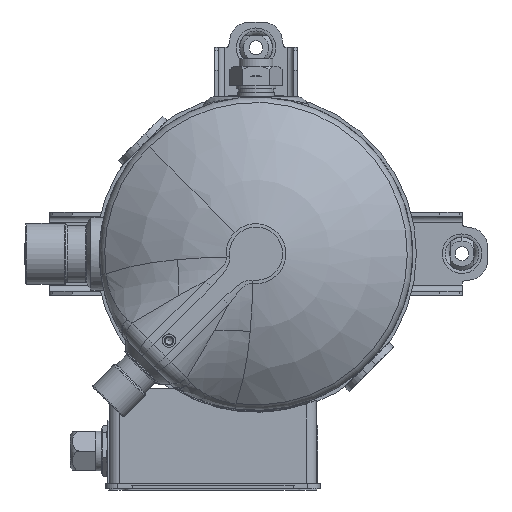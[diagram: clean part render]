
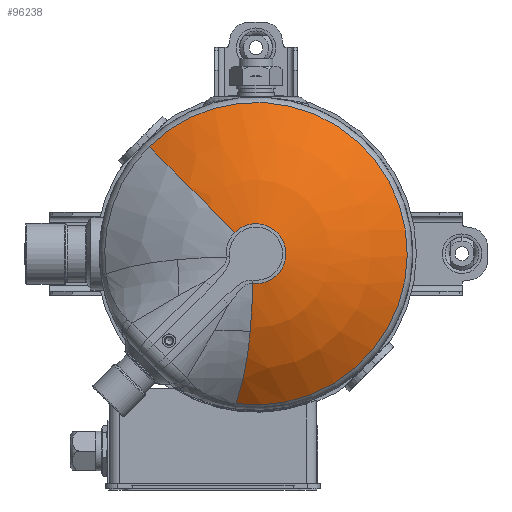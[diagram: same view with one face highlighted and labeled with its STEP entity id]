
A CAD part, front view. The second image highlights one B-rep face of the part: STEP entity #96238.
In plain terms, the highlighted spherical face has radius 179.966 mm.
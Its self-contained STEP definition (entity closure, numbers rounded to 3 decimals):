
#96087=CARTESIAN_POINT('',(-85.21,-43.001,85.21));
#96088=VERTEX_POINT('',#96087);
#96096=CARTESIAN_POINT('',(-15.929,-43.001,-119.447));
#96097=VERTEX_POINT('',#96096);
#96098=CARTESIAN_POINT('',(-0.,-43.001,0.));
#96099=DIRECTION('',(0.,-1.,-0.));
#96100=DIRECTION('',(0.707,0.,0.707));
#96101=AXIS2_PLACEMENT_3D('',#96098,#96099,#96100);
#96102=CIRCLE('',#96101,120.505);
#96103=EDGE_CURVE('',#96097,#96088,#96102,.T.);
#96115=CARTESIAN_POINT('',(-0.,90.664,0.));
#96116=DIRECTION('',(0.,1.,0.));
#96117=DIRECTION('',(-0.707,0.,0.707));
#96118=AXIS2_PLACEMENT_3D('',#96115,#96116,#96117);
#96119=SPHERICAL_SURFACE('',#96118,179.966);
#96120=CARTESIAN_POINT('',(-16.871,-87.713,16.871));
#96121=VERTEX_POINT('',#96120);
#96122=CARTESIAN_POINT('',(-0.,90.664,0.));
#96123=DIRECTION('',(0.707,-0.,0.707));
#96124=DIRECTION('',(-0.707,0.,0.707));
#96125=AXIS2_PLACEMENT_3D('',#96122,#96123,#96124);
#96126=CIRCLE('',#96125,179.966);
#96127=EDGE_CURVE('',#96088,#96121,#96126,.T.);
#96128=ORIENTED_EDGE('',*,*,#96127,.T.);
#96129=CARTESIAN_POINT('',(-2.667,-87.713,-23.71));
#96130=VERTEX_POINT('',#96129);
#96131=CARTESIAN_POINT('',(0.,-87.713,-0.));
#96132=DIRECTION('',(0.,-1.,-0.));
#96133=DIRECTION('',(0.707,0.,0.707));
#96134=AXIS2_PLACEMENT_3D('',#96131,#96132,#96133);
#96135=CIRCLE('',#96134,23.859);
#96136=EDGE_CURVE('',#96130,#96121,#96135,.T.);
#96137=ORIENTED_EDGE('',*,*,#96136,.F.);
#96138=CARTESIAN_POINT('',(-4.622,-78.221,-62.002));
#96139=VERTEX_POINT('',#96138);
#96140=CARTESIAN_POINT('',(-4.622,-78.221,-62.002));
#96141=CARTESIAN_POINT('',(-4.519,-78.629,-60.899));
#96142=CARTESIAN_POINT('',(-4.417,-79.031,-59.776));
#96143=CARTESIAN_POINT('',(-4.318,-79.429,-58.631));
#96144=CARTESIAN_POINT('',(-4.219,-79.826,-57.485));
#96145=CARTESIAN_POINT('',(-4.122,-80.219,-56.315));
#96146=CARTESIAN_POINT('',(-4.029,-80.601,-55.135));
#96147=CARTESIAN_POINT('',(-3.936,-80.983,-53.954));
#96148=CARTESIAN_POINT('',(-3.846,-81.355,-52.764));
#96149=CARTESIAN_POINT('',(-3.761,-81.712,-51.576));
#96150=CARTESIAN_POINT('',(-3.676,-82.069,-50.389));
#96151=CARTESIAN_POINT('',(-3.596,-82.411,-49.205));
#96152=CARTESIAN_POINT('',(-3.521,-82.733,-48.05));
#96153=CARTESIAN_POINT('',(-3.447,-83.055,-46.895));
#96154=CARTESIAN_POINT('',(-3.378,-83.356,-45.768));
#96155=CARTESIAN_POINT('',(-3.317,-83.631,-44.698));
#96156=CARTESIAN_POINT('',(-3.255,-83.907,-43.629));
#96157=CARTESIAN_POINT('',(-3.2,-84.157,-42.617));
#96158=CARTESIAN_POINT('',(-3.152,-84.384,-41.665));
#96159=CARTESIAN_POINT('',(-3.103,-84.612,-40.712));
#96160=CARTESIAN_POINT('',(-3.06,-84.817,-39.819));
#96161=CARTESIAN_POINT('',(-3.022,-85.006,-38.972));
#96162=CARTESIAN_POINT('',(-2.984,-85.194,-38.126));
#96163=CARTESIAN_POINT('',(-2.95,-85.366,-37.326));
#96164=CARTESIAN_POINT('',(-2.92,-85.524,-36.565));
#96165=CARTESIAN_POINT('',(-2.859,-85.841,-35.043));
#96166=CARTESIAN_POINT('',(-2.814,-86.105,-33.676));
#96167=CARTESIAN_POINT('',(-2.778,-86.333,-32.435));
#96168=CARTESIAN_POINT('',(-2.743,-86.561,-31.193));
#96169=CARTESIAN_POINT('',(-2.718,-86.753,-30.079));
#96170=CARTESIAN_POINT('',(-2.7,-86.921,-29.055));
#96171=CARTESIAN_POINT('',(-2.682,-87.088,-28.031));
#96172=CARTESIAN_POINT('',(-2.671,-87.233,-27.096));
#96173=CARTESIAN_POINT('',(-2.666,-87.363,-26.212));
#96174=CARTESIAN_POINT('',(-2.661,-87.493,-25.327));
#96175=CARTESIAN_POINT('',(-2.661,-87.609,-24.494));
#96176=CARTESIAN_POINT('',(-2.667,-87.713,-23.71));
#96177=B_SPLINE_CURVE_WITH_KNOTS('',3,(#96140,#96141,#96142,#96143,#96144,#96145,#96146,#96147,#96148,#96149,#96150,#96151,#96152,#96153,#96154,#96155,#96156,#96157,#96158,#96159,#96160,#96161,#96162,#96163,#96164,#96165,
#96166,#96167,#96168,#96169,#96170,#96171,#96172,#96173,#96174,#96175,#96176),.UNSPECIFIED.,.F.,.F.,(4,3,3,3,3,3,3,3,3,3,3,3,4),(0.,0.063,0.125,0.188,0.25,0.313,0.375,0.438,0.5,0.625,0.75,0.875,1.),.UNSPECIFIED.);
#96178=EDGE_CURVE('',#96139,#96130,#96177,.T.);
#96179=ORIENTED_EDGE('',*,*,#96178,.F.);
#96180=CARTESIAN_POINT('',(-15.929,-43.001,-119.447));
#96181=CARTESIAN_POINT('',(-15.343,-44.508,-117.84));
#96182=CARTESIAN_POINT('',(-14.796,-45.948,-116.236));
#96183=CARTESIAN_POINT('',(-14.281,-47.331,-114.635));
#96184=CARTESIAN_POINT('',(-14.024,-48.022,-113.835));
#96185=CARTESIAN_POINT('',(-13.775,-48.7,-113.035));
#96186=CARTESIAN_POINT('',(-13.534,-49.363,-112.237));
#96187=CARTESIAN_POINT('',(-13.293,-50.026,-111.438));
#96188=CARTESIAN_POINT('',(-13.059,-50.676,-110.641));
#96189=CARTESIAN_POINT('',(-12.834,-51.309,-109.849));
#96190=CARTESIAN_POINT('',(-12.608,-51.942,-109.057));
#96191=CARTESIAN_POINT('',(-12.391,-52.559,-108.271));
#96192=CARTESIAN_POINT('',(-12.181,-53.158,-107.493));
#96193=CARTESIAN_POINT('',(-11.972,-53.757,-106.715));
#96194=CARTESIAN_POINT('',(-11.771,-54.338,-105.946));
#96195=CARTESIAN_POINT('',(-11.578,-54.902,-105.187));
#96196=CARTESIAN_POINT('',(-11.192,-56.03,-103.668));
#96197=CARTESIAN_POINT('',(-10.836,-57.091,-102.187));
#96198=CARTESIAN_POINT('',(-10.503,-58.1,-100.731));
#96199=CARTESIAN_POINT('',(-10.17,-59.11,-99.274));
#96200=CARTESIAN_POINT('',(-9.86,-60.068,-97.844));
#96201=CARTESIAN_POINT('',(-9.569,-60.977,-96.442));
#96202=CARTESIAN_POINT('',(-9.279,-61.887,-95.041));
#96203=CARTESIAN_POINT('',(-9.008,-62.749,-93.667));
#96204=CARTESIAN_POINT('',(-8.756,-63.565,-92.328));
#96205=CARTESIAN_POINT('',(-8.504,-64.381,-90.989));
#96206=CARTESIAN_POINT('',(-8.269,-65.15,-89.686));
#96207=CARTESIAN_POINT('',(-8.052,-65.873,-88.426));
#96208=CARTESIAN_POINT('',(-7.834,-66.596,-87.165));
#96209=CARTESIAN_POINT('',(-7.633,-67.275,-85.945));
#96210=CARTESIAN_POINT('',(-7.445,-67.916,-84.762));
#96211=CARTESIAN_POINT('',(-7.07,-69.198,-82.398));
#96212=CARTESIAN_POINT('',(-6.748,-70.327,-80.185));
#96213=CARTESIAN_POINT('',(-6.462,-71.345,-78.097));
#96214=CARTESIAN_POINT('',(-6.319,-71.854,-77.052));
#96215=CARTESIAN_POINT('',(-6.186,-72.336,-76.038));
#96216=CARTESIAN_POINT('',(-6.06,-72.794,-75.051));
#96217=CARTESIAN_POINT('',(-5.934,-73.252,-74.063));
#96218=CARTESIAN_POINT('',(-5.816,-73.686,-73.103));
#96219=CARTESIAN_POINT('',(-5.704,-74.1,-72.167));
#96220=CARTESIAN_POINT('',(-5.592,-74.513,-71.232));
#96221=CARTESIAN_POINT('',(-5.487,-74.906,-70.322));
#96222=CARTESIAN_POINT('',(-5.387,-75.28,-69.436));
#96223=CARTESIAN_POINT('',(-5.288,-75.654,-68.549));
#96224=CARTESIAN_POINT('',(-5.194,-76.009,-67.688));
#96225=CARTESIAN_POINT('',(-5.106,-76.349,-66.846));
#96226=CARTESIAN_POINT('',(-5.017,-76.689,-66.004));
#96227=CARTESIAN_POINT('',(-4.932,-77.013,-65.181));
#96228=CARTESIAN_POINT('',(-4.852,-77.325,-64.373));
#96229=CARTESIAN_POINT('',(-4.772,-77.637,-63.565));
#96230=CARTESIAN_POINT('',(-4.695,-77.936,-62.774));
#96231=CARTESIAN_POINT('',(-4.622,-78.221,-62.002));
#96232=B_SPLINE_CURVE_WITH_KNOTS('',3,(#96180,#96181,#96182,#96183,#96184,#96185,#96186,#96187,#96188,#96189,#96190,#96191,#96192,#96193,#96194,#96195,#96196,#96197,#96198,#96199,#96200,#96201,#96202,#96203,#96204,#96205,
#96206,#96207,#96208,#96209,#96210,#96211,#96212,#96213,#96214,#96215,#96216,#96217,#96218,#96219,#96220,#96221,#96222,#96223,#96224,#96225,#96226,#96227,#96228,#96229,#96230,
#96231),.UNSPECIFIED.,.F.,.F.,(4,3,3,3,3,3,3,3,3,3,3,3,3,3,3,3,3,4),(0.,0.063,0.094,0.125,0.156,0.188,0.25,0.313,0.375,0.438,0.5,0.625,0.688,0.75,0.813,0.875,0.938,1.),.UNSPECIFIED.);
#96233=EDGE_CURVE('',#96097,#96139,#96232,.T.);
#96234=ORIENTED_EDGE('',*,*,#96233,.F.);
#96235=ORIENTED_EDGE('',*,*,#96103,.T.);
#96236=EDGE_LOOP('',(#96128,#96137,#96179,#96234,#96235));
#96237=FACE_BOUND('',#96236,.T.);
#96238=ADVANCED_FACE('',(#96237),#96119,.T.);
